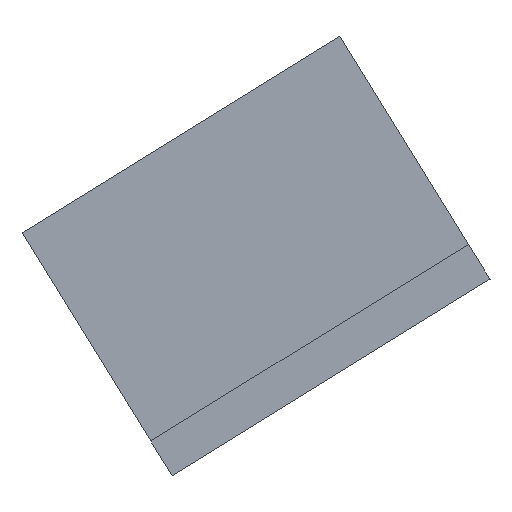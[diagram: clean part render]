
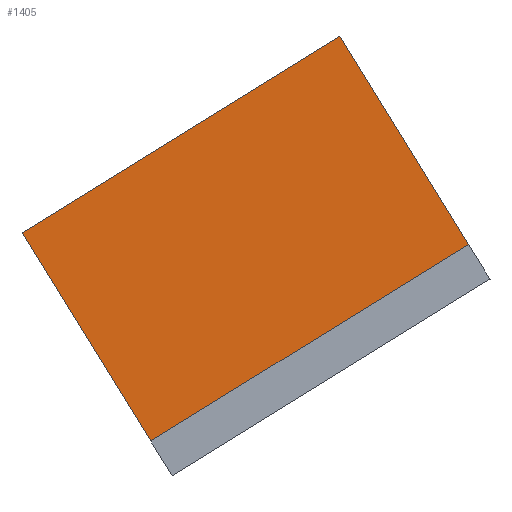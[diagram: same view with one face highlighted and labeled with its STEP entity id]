
A CAD part, left-side view. The second image highlights one B-rep face of the part: STEP entity #1405.
In plain terms, the highlighted planar face has unit normal (-1, 0, 0).
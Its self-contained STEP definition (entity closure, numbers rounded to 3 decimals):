
#39=FACE_OUTER_BOUND('',#109,.T.);
#109=EDGE_LOOP('',(#987,#988,#989,#990));
#159=LINE('',#1896,#363);
#235=LINE('',#2064,#439);
#236=LINE('',#2065,#440);
#237=LINE('',#2066,#441);
#363=VECTOR('',#1547,10.);
#439=VECTOR('',#1663,10.);
#440=VECTOR('',#1664,10.);
#441=VECTOR('',#1665,10.);
#567=VERTEX_POINT('',#1894);
#568=VERTEX_POINT('',#1895);
#639=VERTEX_POINT('',#2062);
#640=VERTEX_POINT('',#2063);
#703=EDGE_CURVE('',#567,#568,#159,.T.);
#779=EDGE_CURVE('',#639,#640,#235,.T.);
#780=EDGE_CURVE('',#640,#568,#236,.T.);
#781=EDGE_CURVE('',#639,#567,#237,.T.);
#987=ORIENTED_EDGE('',*,*,#779,.T.);
#988=ORIENTED_EDGE('',*,*,#780,.T.);
#989=ORIENTED_EDGE('',*,*,#703,.F.);
#990=ORIENTED_EDGE('',*,*,#781,.F.);
#1335=PLANE('',#1490);
#1405=ADVANCED_FACE('',(#39),#1335,.T.);
#1490=AXIS2_PLACEMENT_3D('',#2061,#1661,#1662);
#1547=DIRECTION('',(0.,0.851,-0.526));
#1661=DIRECTION('center_axis',(-1.,0.,0.));
#1662=DIRECTION('ref_axis',(0.,0.851,-0.526));
#1663=DIRECTION('',(0.,0.851,-0.526));
#1664=DIRECTION('',(0.,-0.526,-0.851));
#1665=DIRECTION('',(0.,-0.526,-0.851));
#1894=CARTESIAN_POINT('',(-56.75,-93.73,7.234));
#1895=CARTESIAN_POINT('',(-56.75,-89.051,4.342));
#1896=CARTESIAN_POINT('',(-56.75,-93.73,7.234));
#2061=CARTESIAN_POINT('Origin',(-56.75,-91.837,10.296));
#2062=CARTESIAN_POINT('',(-56.75,-91.837,10.296));
#2063=CARTESIAN_POINT('',(-56.75,-87.158,7.405));
#2064=CARTESIAN_POINT('',(-56.75,-91.837,10.296));
#2065=CARTESIAN_POINT('',(-56.75,-87.158,7.405));
#2066=CARTESIAN_POINT('',(-56.75,-91.837,10.296));
